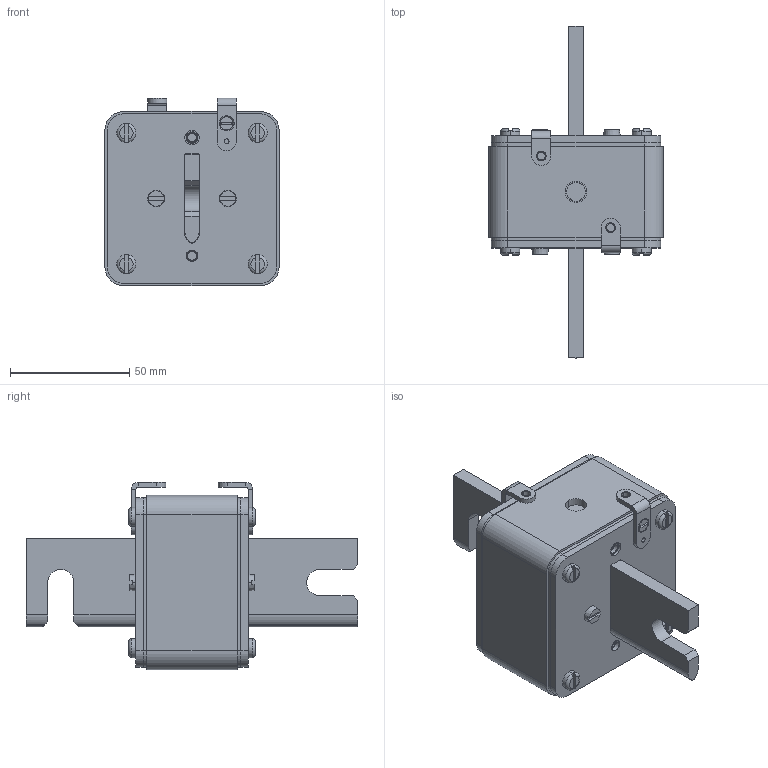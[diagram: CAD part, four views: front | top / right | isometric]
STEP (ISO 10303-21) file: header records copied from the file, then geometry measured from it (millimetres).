
FILE_DESCRIPTION((''),'2;1');
FILE_NAME('004745734_ASM','2022-01-06T',('said.beganovic'),('Audax d.o.o.'),'CREO PARAMETRIC BY PTC INC, 2017020','CREO PARAMETRIC BY PTC INC, 2017020','');
FILE_SCHEMA(('AUTOMOTIVE_DESIGN { 1 0 10303 214 1 1 1 1 }'));
Length unit declared in the file: millimetre
Products named in the file (16): 0000029783; 0000045934; 0000019000_AF0; 0000033527_AF0; 0000067357_ASM; 0000019000; 0000033526; 0000067352_ASM; 0000064300; 0000011599; 0000037876; 0000015360; 0000037877; 0000037871; 0000037881; 004745734_ASM
Assembly tree (32 placements, depth 3):
  004745734_ASM
    0000029783
    0000045934  x2
    0000067357_ASM
      0000019000_AF0
      0000033527_AF0
    0000067352_ASM
      0000019000
      0000033526
    0000064300  x2
    0000011599  x4
    0000037876  x4
    0000015360  x8
    0000037877
    0000037871  x2
    0000037881  x2
Bounding box: 73 x 139 x 78.5 mm (x, y, z)
Volume: 278795.1 mm3; surface area: 87868.6 mm2
Topology: 30 solids, 52 shells, 803 faces, 1936 edges, 1228 vertices
Faces by surface type: cylinder 348, plane 281, cone 90, torus 84
Entity records: 23579 total; most frequent: CARTESIAN_POINT 2791, DIRECTION 2432, ORIENTED_EDGE 2024, PRESENTATION_STYLE_ASSIGNMENT 1485, STYLED_ITEM 1434, CURVE_STYLE 1044, EDGE_CURVE 1044, AXIS2_PLACEMENT_3D 950
